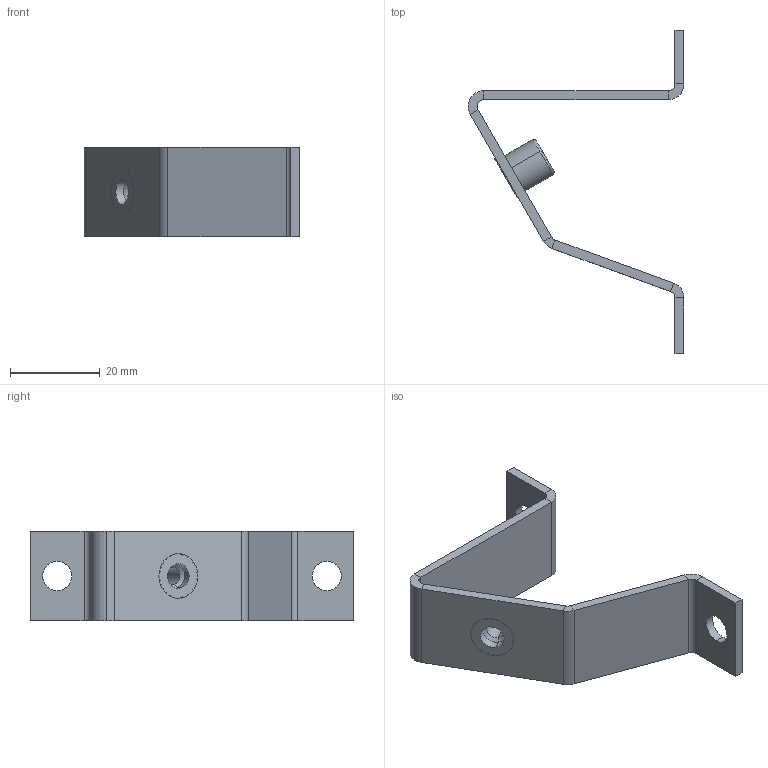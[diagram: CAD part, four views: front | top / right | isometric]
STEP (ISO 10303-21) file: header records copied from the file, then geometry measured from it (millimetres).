
FILE_DESCRIPTION (( 'STEP AP203' ), '1' );
FILE_NAME ('Êðîíøòåéí äëÿ óñòàíîâêè DIN-ðåéêè ïîä óãëîì EKF PROxima.STEP', '2021-07-13T11:55:31', ( '' ), ( '' ), 'SwSTEP 2.0', 'SolidWorks 2021', '' );
FILE_SCHEMA (( 'CONFIG_CONTROL_DESIGN' ));
Length unit declared in the file: millimetre
Products named in the file (3): Êðîíøòåéí äëÿ óñòàíîâêè DIN-ðåéêè ïîä óãëîì EKF PROxima; ﾌﾈ-1652.01.00.001 ﾊ煇鳫; Çàêëåïêà ãàå÷íàÿ Ì6
Assembly tree (2 placements, depth 2):
  Êðîíøòåéí äëÿ óñòàíîâêè DIN-ðåéêè ïîä óãëîì EKF PROxima
    ﾌﾈ-1652.01.00.001 ﾊ煇鳫
    Çàêëåïêà ãàå÷íàÿ Ì6
Bounding box: 48.04 x 72 x 20 mm (x, y, z)
Volume: 5827.5 mm3; surface area: 6665.6 mm2
Topology: 2 solids, 2 shells, 72 faces, 152 edges, 86 vertices
Faces by surface type: plane 34, cylinder 26, cone 8, torus 4
Entity records: 2215 total; most frequent: DIRECTION 372, CARTESIAN_POINT 315, ORIENTED_EDGE 304, EDGE_CURVE 152, AXIS2_PLACEMENT_3D 143, LINE 86, VERTEX_POINT 86, VECTOR 86
